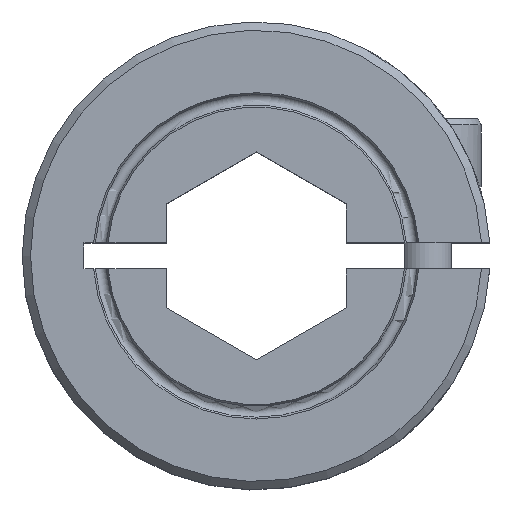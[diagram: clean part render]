
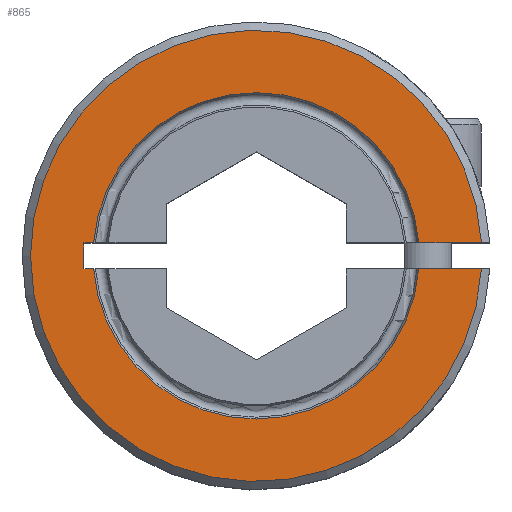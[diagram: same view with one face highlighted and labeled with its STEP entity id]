
A CAD part, top view. The second image highlights one B-rep face of the part: STEP entity #865.
In plain terms, the highlighted planar face has unit normal (0, 0, 1).
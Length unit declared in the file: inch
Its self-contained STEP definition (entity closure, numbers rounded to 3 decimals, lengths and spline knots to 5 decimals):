
#108=CIRCLE('',#932,0.39232);
#109=CIRCLE('',#934,0.5425);
#110=CIRCLE('',#935,0.39232);
#145=FACE_OUTER_BOUND('',#198,.T.);
#198=EDGE_LOOP('',(#719,#720,#721,#722,#723,#724,#725,#726));
#235=LINE('',#1221,#312);
#245=LINE('',#1252,#322);
#276=LINE('',#1324,#353);
#284=LINE('',#1443,#361);
#287=LINE('',#1451,#364);
#312=VECTOR('',#987,0.02293);
#322=VECTOR('',#1003,0.15053);
#353=VECTOR('',#1064,0.15053);
#361=VECTOR('',#1096,0.0625);
#364=VECTOR('',#1103,0.02293);
#389=VERTEX_POINT('',#1218);
#390=VERTEX_POINT('',#1220);
#401=VERTEX_POINT('',#1247);
#402=VERTEX_POINT('',#1251);
#427=VERTEX_POINT('',#1321);
#428=VERTEX_POINT('',#1323);
#441=VERTEX_POINT('',#1441);
#444=VERTEX_POINT('',#1449);
#471=EDGE_CURVE('',#390,#389,#235,.T.);
#484=EDGE_CURVE('',#402,#401,#245,.T.);
#520=EDGE_CURVE('',#428,#427,#276,.T.);
#541=EDGE_CURVE('',#389,#441,#284,.T.);
#545=EDGE_CURVE('',#441,#444,#287,.T.);
#548=EDGE_CURVE('',#444,#402,#108,.T.);
#549=EDGE_CURVE('',#401,#428,#109,.T.);
#550=EDGE_CURVE('',#427,#390,#110,.T.);
#719=ORIENTED_EDGE('',*,*,#484,.T.);
#720=ORIENTED_EDGE('',*,*,#549,.T.);
#721=ORIENTED_EDGE('',*,*,#520,.T.);
#722=ORIENTED_EDGE('',*,*,#550,.T.);
#723=ORIENTED_EDGE('',*,*,#471,.T.);
#724=ORIENTED_EDGE('',*,*,#541,.T.);
#725=ORIENTED_EDGE('',*,*,#545,.T.);
#726=ORIENTED_EDGE('',*,*,#548,.T.);
#827=PLANE('',#933);
#865=ADVANCED_FACE('',(#145),#827,.T.);
#932=AXIS2_PLACEMENT_3D('',#1456,#1112,#1113);
#933=AXIS2_PLACEMENT_3D('',#1457,#1114,#1115);
#934=AXIS2_PLACEMENT_3D('',#1458,#1116,#1117);
#935=AXIS2_PLACEMENT_3D('',#1459,#1118,#1119);
#987=DIRECTION('',(-1.,0.,0.));
#1003=DIRECTION('',(1.,0.,0.));
#1064=DIRECTION('',(-1.,0.,0.));
#1096=DIRECTION('',(0.,1.,0.));
#1103=DIRECTION('',(1.,0.,0.));
#1112=DIRECTION('center_axis',(0.,0.,-1.));
#1113=DIRECTION('ref_axis',(-0.997,0.08,0.));
#1114=DIRECTION('center_axis',(0.,0.,1.));
#1115=DIRECTION('ref_axis',(1.,0.,0.));
#1116=DIRECTION('center_axis',(0.,0.,1.));
#1117=DIRECTION('ref_axis',(-1.,0.,0.));
#1118=DIRECTION('center_axis',(0.,0.,-1.));
#1119=DIRECTION('ref_axis',(0.997,-0.08,0.));
#1218=CARTESIAN_POINT('',(-0.414,-0.03125,0.406));
#1220=CARTESIAN_POINT('',(-0.39107,-0.03125,0.406));
#1221=CARTESIAN_POINT('',(-0.39107,-0.03125,0.406));
#1247=CARTESIAN_POINT('',(0.5416,0.03125,0.406));
#1251=CARTESIAN_POINT('',(0.39107,0.03125,0.406));
#1252=CARTESIAN_POINT('',(0.39107,0.03125,0.406));
#1321=CARTESIAN_POINT('',(0.39107,-0.03125,0.406));
#1323=CARTESIAN_POINT('',(0.5416,-0.03125,0.406));
#1324=CARTESIAN_POINT('',(0.5416,-0.03125,0.406));
#1441=CARTESIAN_POINT('',(-0.414,0.03125,0.406));
#1443=CARTESIAN_POINT('',(-0.414,-0.03125,0.406));
#1449=CARTESIAN_POINT('',(-0.39107,0.03125,0.406));
#1451=CARTESIAN_POINT('',(-0.414,0.03125,0.406));
#1456=CARTESIAN_POINT('Origin',(0.,0.,0.406));
#1457=CARTESIAN_POINT('Origin',(0.,0.,0.406));
#1458=CARTESIAN_POINT('Origin',(0.,0.,0.406));
#1459=CARTESIAN_POINT('Origin',(0.,0.,0.406));
